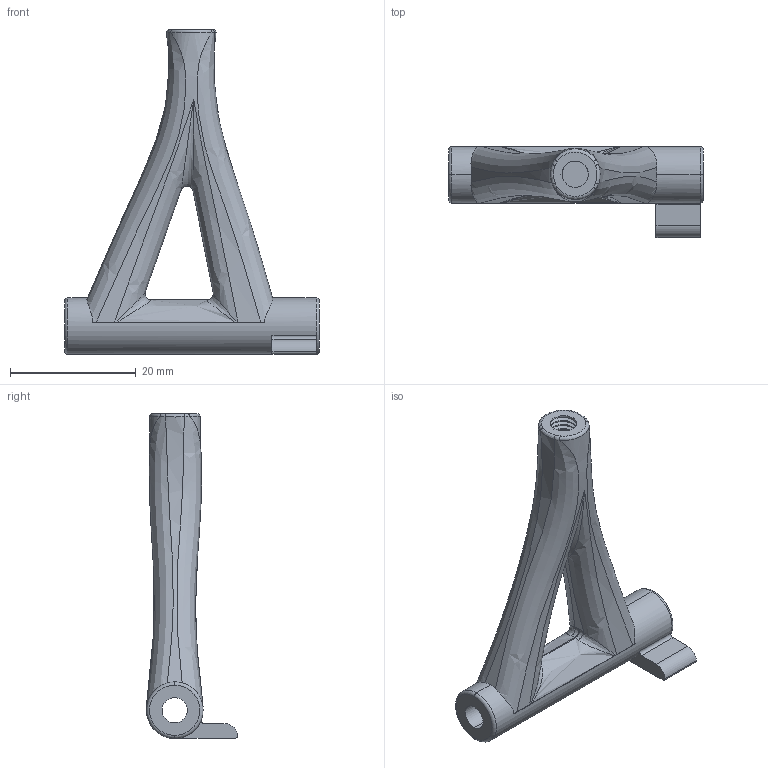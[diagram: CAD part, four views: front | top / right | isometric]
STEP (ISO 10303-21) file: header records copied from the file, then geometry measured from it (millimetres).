
FILE_DESCRIPTION (( 'STEP AP214' ), '1' );
FILE_NAME ('triangle_arriere_P1_V1.STEP', '2019-09-05T12:54:15', ( '' ), ( '' ), 'SwSTEP 2.0', 'SolidWorks 2018', '' );
FILE_SCHEMA (( 'AUTOMOTIVE_DESIGN' ));
Length unit declared in the file: millimetre
Products named in the file (1): triangle_arriere_P1_V1
Bounding box: 40.5 x 14.49 x 51.7 mm (x, y, z)
Volume: 5363 mm3; surface area: 3859.2 mm2
Topology: 1 solids, 1 shells, 109 faces, 289 edges, 179 vertices
Faces by surface type: cylinder 49, bspline 38, plane 18, torus 4
Entity records: 9357 total; most frequent: CARTESIAN_POINT 6787, ORIENTED_EDGE 574, DIRECTION 323, EDGE_CURVE 287, VERTEX_POINT 179, AXIS2_PLACEMENT_3D 124, EDGE_LOOP 112, ADVANCED_FACE 109
